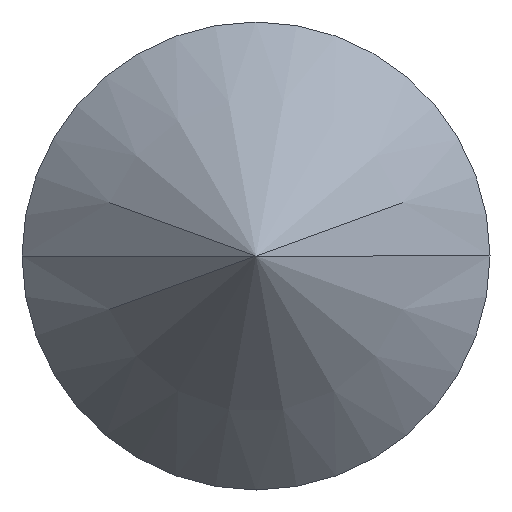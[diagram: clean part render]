
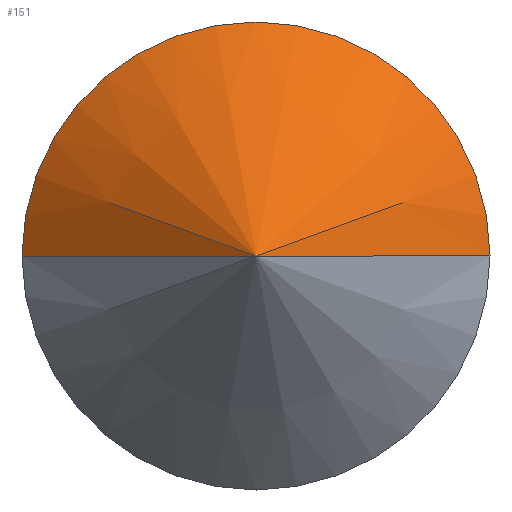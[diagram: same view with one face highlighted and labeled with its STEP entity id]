
A CAD part, front view. The second image highlights one B-rep face of the part: STEP entity #151.
In plain terms, the highlighted conical face has half-angle 45 degrees and reference radius 1000 mm.
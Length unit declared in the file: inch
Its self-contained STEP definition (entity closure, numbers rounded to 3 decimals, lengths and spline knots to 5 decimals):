
#2 = DIRECTION ( 'NONE',  ( 0., -1., 0. ) ) ;
#18 = LINE ( 'NONE', #259, #187 ) ;
#44 = CARTESIAN_POINT ( 'NONE',  ( -0.09375, 0.09375, 0. ) ) ;
#46 = ORIENTED_EDGE ( 'NONE', *, *, #220, .F. ) ;
#86 = CARTESIAN_POINT ( 'NONE',  ( 0., 0., 0. ) ) ;
#88 = EDGE_CURVE ( 'NONE', #108, #236, #200, .T. ) ;
#108 = VERTEX_POINT ( 'NONE', #152 ) ;
#113 = FACE_OUTER_BOUND ( 'NONE', #234, .T. ) ;
#115 = CARTESIAN_POINT ( 'NONE',  ( 0., 0., 0. ) ) ;
#116 = CARTESIAN_POINT ( 'NONE',  ( 0., 39.37008, 0. ) ) ;
#126 = ORIENTED_EDGE ( 'NONE', *, *, #216, .T. ) ;
#129 = CONICAL_SURFACE ( 'NONE', #241, 39.37008, 0.785 ) ;
#150 = DIRECTION ( 'NONE',  ( -0.707, 0.707, 0. ) ) ;
#151 = ADVANCED_FACE ( 'NONE', ( #113 ), #129, .T. ) ;
#152 = CARTESIAN_POINT ( 'NONE',  ( 0.09375, 0.09375, 0. ) ) ;
#154 = DIRECTION ( 'NONE',  ( 0.707, 0.707, 0. ) ) ;
#159 = AXIS2_PLACEMENT_3D ( 'NONE', #179, #2, #223 ) ;
#166 = DIRECTION ( 'NONE',  ( -1., 0., 0. ) ) ;
#171 = ORIENTED_EDGE ( 'NONE', *, *, #88, .T. ) ;
#178 = VECTOR ( 'NONE', #154, 39.37008 ) ;
#179 = CARTESIAN_POINT ( 'NONE',  ( 0., 0.09375, 0. ) ) ;
#187 = VECTOR ( 'NONE', #150, 39.37008 ) ;
#189 = DIRECTION ( 'NONE',  ( 0., 1., 0. ) ) ;
#195 = LINE ( 'NONE', #86, #178 ) ;
#200 = CIRCLE ( 'NONE', #159, 0.09375 ) ;
#216 = EDGE_CURVE ( 'NONE', #242, #108, #195, .T. ) ;
#220 = EDGE_CURVE ( 'NONE', #242, #236, #18, .T. ) ;
#223 = DIRECTION ( 'NONE',  ( 1., 0., 0. ) ) ;
#234 = EDGE_LOOP ( 'NONE', ( #46, #126, #171 ) ) ;
#236 = VERTEX_POINT ( 'NONE', #44 ) ;
#241 = AXIS2_PLACEMENT_3D ( 'NONE', #116, #189, #166 ) ;
#242 = VERTEX_POINT ( 'NONE', #115 ) ;
#259 = CARTESIAN_POINT ( 'NONE',  ( 0., 0., 0. ) ) ;
